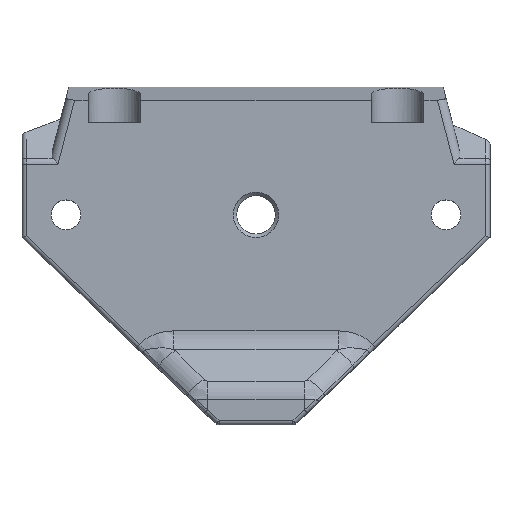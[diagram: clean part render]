
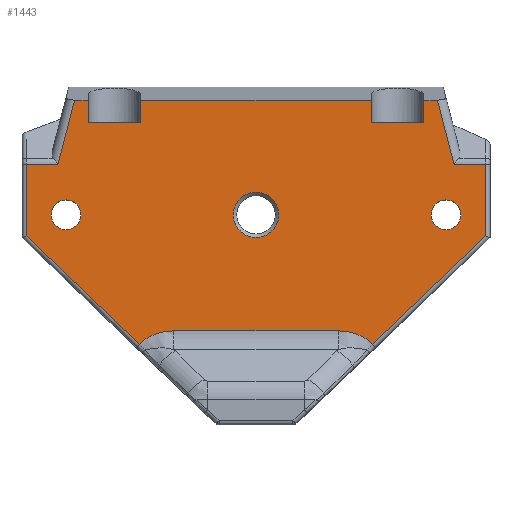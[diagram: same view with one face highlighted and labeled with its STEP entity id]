
A CAD part, top view. The second image highlights one B-rep face of the part: STEP entity #1443.
In plain terms, the highlighted planar face has unit normal (0, 0, 1).
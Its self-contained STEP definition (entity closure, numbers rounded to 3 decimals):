
#98=B_SPLINE_CURVE_WITH_KNOTS('',3,(#2150,#2151,#2152,#2153,#2154),
 .UNSPECIFIED.,.F.,.F.,(4,1,4),(0.042,0.044,0.047),
 .UNSPECIFIED.);
#99=B_SPLINE_CURVE_WITH_KNOTS('',3,(#2158,#2159,#2160,#2161,#2162),
 .UNSPECIFIED.,.F.,.F.,(4,1,4),(0.042,0.044,0.047),
 .UNSPECIFIED.);
#118=LINE('',#2125,#238);
#119=LINE('',#2128,#239);
#120=LINE('',#2130,#240);
#121=LINE('',#2132,#241);
#122=LINE('',#2134,#242);
#123=LINE('',#2136,#243);
#124=LINE('',#2138,#244);
#125=LINE('',#2140,#245);
#126=LINE('',#2142,#246);
#127=LINE('',#2144,#247);
#128=LINE('',#2146,#248);
#129=LINE('',#2148,#249);
#130=LINE('',#2156,#250);
#131=LINE('',#2164,#251);
#132=LINE('',#2166,#252);
#133=LINE('',#2168,#253);
#134=LINE('',#2170,#254);
#135=LINE('',#2172,#255);
#238=VECTOR('',#1705,1000.);
#239=VECTOR('',#1706,1000.);
#240=VECTOR('',#1707,1000.);
#241=VECTOR('',#1708,1000.);
#242=VECTOR('',#1709,1000.);
#243=VECTOR('',#1710,1000.);
#244=VECTOR('',#1711,1000.);
#245=VECTOR('',#1712,1000.);
#246=VECTOR('',#1713,1000.);
#247=VECTOR('',#1714,1000.);
#248=VECTOR('',#1715,1000.);
#249=VECTOR('',#1716,1000.);
#250=VECTOR('',#1717,1000.);
#251=VECTOR('',#1718,1000.);
#252=VECTOR('',#1719,1000.);
#253=VECTOR('',#1720,1000.);
#254=VECTOR('',#1721,1000.);
#255=VECTOR('',#1722,1000.);
#358=ORIENTED_EDGE('',*,*,#794,.F.);
#359=ORIENTED_EDGE('',*,*,#795,.T.);
#360=ORIENTED_EDGE('',*,*,#796,.T.);
#361=ORIENTED_EDGE('',*,*,#797,.F.);
#362=ORIENTED_EDGE('',*,*,#798,.F.);
#363=ORIENTED_EDGE('',*,*,#799,.T.);
#364=ORIENTED_EDGE('',*,*,#800,.T.);
#365=ORIENTED_EDGE('',*,*,#801,.F.);
#366=ORIENTED_EDGE('',*,*,#802,.F.);
#367=ORIENTED_EDGE('',*,*,#803,.T.);
#368=ORIENTED_EDGE('',*,*,#804,.T.);
#369=ORIENTED_EDGE('',*,*,#805,.T.);
#370=ORIENTED_EDGE('',*,*,#806,.T.);
#371=ORIENTED_EDGE('',*,*,#807,.F.);
#372=ORIENTED_EDGE('',*,*,#808,.F.);
#373=ORIENTED_EDGE('',*,*,#809,.F.);
#374=ORIENTED_EDGE('',*,*,#810,.F.);
#375=ORIENTED_EDGE('',*,*,#811,.T.);
#376=ORIENTED_EDGE('',*,*,#812,.T.);
#377=ORIENTED_EDGE('',*,*,#813,.T.);
#378=ORIENTED_EDGE('',*,*,#814,.F.);
#379=ORIENTED_EDGE('',*,*,#815,.F.);
#380=ORIENTED_EDGE('',*,*,#816,.T.);
#794=EDGE_CURVE('',#1012,#1012,#1152,.T.);
#795=EDGE_CURVE('',#1013,#1013,#1153,.T.);
#796=EDGE_CURVE('',#1014,#1014,#1154,.T.);
#797=EDGE_CURVE('',#1015,#1016,#118,.T.);
#798=EDGE_CURVE('',#1017,#1015,#119,.T.);
#799=EDGE_CURVE('',#1017,#1018,#120,.T.);
#800=EDGE_CURVE('',#1018,#1019,#121,.T.);
#801=EDGE_CURVE('',#1020,#1019,#122,.T.);
#802=EDGE_CURVE('',#1021,#1020,#123,.T.);
#803=EDGE_CURVE('',#1021,#1022,#124,.T.);
#804=EDGE_CURVE('',#1022,#1023,#125,.T.);
#805=EDGE_CURVE('',#1023,#1024,#126,.F.);
#806=EDGE_CURVE('',#1024,#1025,#127,.F.);
#807=EDGE_CURVE('',#1026,#1025,#128,.T.);
#808=EDGE_CURVE('',#1027,#1026,#129,.F.);
#809=EDGE_CURVE('',#1028,#1027,#98,.T.);
#810=EDGE_CURVE('',#1029,#1028,#130,.F.);
#811=EDGE_CURVE('',#1029,#1030,#99,.T.);
#812=EDGE_CURVE('',#1030,#1031,#131,.F.);
#813=EDGE_CURVE('',#1031,#1032,#132,.T.);
#814=EDGE_CURVE('',#1033,#1032,#133,.F.);
#815=EDGE_CURVE('',#1034,#1033,#134,.F.);
#816=EDGE_CURVE('',#1034,#1016,#135,.T.);
#1012=VERTEX_POINT('',#2120);
#1013=VERTEX_POINT('',#2122);
#1014=VERTEX_POINT('',#2124);
#1015=VERTEX_POINT('',#2126);
#1016=VERTEX_POINT('',#2127);
#1017=VERTEX_POINT('',#2129);
#1018=VERTEX_POINT('',#2131);
#1019=VERTEX_POINT('',#2133);
#1020=VERTEX_POINT('',#2135);
#1021=VERTEX_POINT('',#2137);
#1022=VERTEX_POINT('',#2139);
#1023=VERTEX_POINT('',#2141);
#1024=VERTEX_POINT('',#2143);
#1025=VERTEX_POINT('',#2145);
#1026=VERTEX_POINT('',#2147);
#1027=VERTEX_POINT('',#2149);
#1028=VERTEX_POINT('',#2155);
#1029=VERTEX_POINT('',#2157);
#1030=VERTEX_POINT('',#2163);
#1031=VERTEX_POINT('',#2165);
#1032=VERTEX_POINT('',#2167);
#1033=VERTEX_POINT('',#2169);
#1034=VERTEX_POINT('',#2171);
#1152=CIRCLE('',#1546,1.7);
#1153=CIRCLE('',#1547,1.7);
#1154=CIRCLE('',#1548,2.6);
#1200=EDGE_LOOP('',(#358));
#1201=EDGE_LOOP('',(#359));
#1202=EDGE_LOOP('',(#360));
#1203=EDGE_LOOP('',(#361,#362,#363,#364,#365,#366,#367,#368,#369,#370,#371,
#372,#373,#374,#375,#376,#377,#378,#379,#380));
#1304=FACE_BOUND('',#1200,.T.);
#1305=FACE_BOUND('',#1201,.T.);
#1306=FACE_BOUND('',#1202,.T.);
#1307=FACE_BOUND('',#1203,.T.);
#1408=PLANE('',#1545);
#1443=ADVANCED_FACE('',(#1304,#1305,#1306,#1307),#1408,.F.);
#1545=AXIS2_PLACEMENT_3D('',#2118,#1697,#1698);
#1546=AXIS2_PLACEMENT_3D('',#2119,#1699,#1700);
#1547=AXIS2_PLACEMENT_3D('',#2121,#1701,#1702);
#1548=AXIS2_PLACEMENT_3D('',#2123,#1703,#1704);
#1697=DIRECTION('',(0.,0.,-1.));
#1698=DIRECTION('',(-1.,0.,0.));
#1699=DIRECTION('',(0.,0.,1.));
#1700=DIRECTION('',(0.,-1.,0.));
#1701=DIRECTION('',(0.,0.,-1.));
#1702=DIRECTION('',(0.,-1.,0.));
#1703=DIRECTION('',(0.,0.,-1.));
#1704=DIRECTION('',(0.,-1.,0.));
#1705=DIRECTION('',(0.,1.,0.));
#1706=DIRECTION('',(1.,0.,0.));
#1707=DIRECTION('',(0.,1.,0.));
#1708=DIRECTION('',(-1.,0.,0.));
#1709=DIRECTION('',(0.,1.,0.));
#1710=DIRECTION('',(1.,0.,0.));
#1711=DIRECTION('',(0.,1.,0.));
#1712=DIRECTION('',(-1.,0.,0.));
#1713=DIRECTION('',(0.25,0.968,0.));
#1714=DIRECTION('',(1.,0.,0.));
#1715=DIRECTION('',(0.,1.,0.));
#1716=DIRECTION('',(0.722,-0.692,0.));
#1717=DIRECTION('',(1.,0.,0.));
#1718=DIRECTION('',(-0.722,-0.692,0.));
#1719=DIRECTION('',(0.,1.,0.));
#1720=DIRECTION('',(-1.,0.,0.));
#1721=DIRECTION('',(-0.25,0.968,0.));
#1722=DIRECTION('',(-1.,0.,0.));
#2118=CARTESIAN_POINT('',(0.052,-10.821,5.2));
#2119=CARTESIAN_POINT('',(-21.75,0.003,5.2));
#2120=CARTESIAN_POINT('',(-21.75,-1.697,5.2));
#2121=CARTESIAN_POINT('',(21.75,0.003,5.2));
#2122=CARTESIAN_POINT('',(21.75,-1.697,5.2));
#2123=CARTESIAN_POINT('',(0.,0.,5.2));
#2124=CARTESIAN_POINT('',(0.,-2.6,5.2));
#2125=CARTESIAN_POINT('',(19.2,9.922,5.2));
#2126=CARTESIAN_POINT('',(19.2,10.55,5.2));
#2127=CARTESIAN_POINT('',(19.2,13.144,5.2));
#2128=CARTESIAN_POINT('',(0.052,10.55,5.2));
#2129=CARTESIAN_POINT('',(13.2,10.55,5.2));
#2130=CARTESIAN_POINT('',(13.2,9.922,5.2));
#2131=CARTESIAN_POINT('',(13.2,13.144,5.2));
#2132=CARTESIAN_POINT('',(134.803,13.144,5.2));
#2133=CARTESIAN_POINT('',(-13.2,13.144,5.2));
#2134=CARTESIAN_POINT('',(-13.2,9.922,5.2));
#2135=CARTESIAN_POINT('',(-13.2,10.55,5.2));
#2136=CARTESIAN_POINT('',(0.052,10.55,5.2));
#2137=CARTESIAN_POINT('',(-19.2,10.55,5.2));
#2138=CARTESIAN_POINT('',(-19.2,9.922,5.2));
#2139=CARTESIAN_POINT('',(-19.2,13.144,5.2));
#2140=CARTESIAN_POINT('',(134.803,13.144,5.2));
#2141=CARTESIAN_POINT('',(-20.776,13.144,5.2));
#2142=CARTESIAN_POINT('',(-22.593,6.118,5.2));
#2143=CARTESIAN_POINT('',(-22.682,5.774,5.2));
#2144=CARTESIAN_POINT('',(-26.633,5.774,5.2));
#2145=CARTESIAN_POINT('',(-26.293,5.774,5.2));
#2146=CARTESIAN_POINT('',(-26.293,5.774,5.2));
#2147=CARTESIAN_POINT('',(-26.293,-2.419,5.2));
#2148=CARTESIAN_POINT('',(-26.447,-2.271,5.2));
#2149=CARTESIAN_POINT('',(-13.335,-14.839,5.2));
#2150=CARTESIAN_POINT('',(-9.407,-13.286,5.2));
#2151=CARTESIAN_POINT('',(-10.13,-13.286,5.2));
#2152=CARTESIAN_POINT('',(-11.579,-13.521,5.2));
#2153=CARTESIAN_POINT('',(-12.85,-14.293,5.2));
#2154=CARTESIAN_POINT('',(-13.335,-14.839,5.2));
#2155=CARTESIAN_POINT('',(-9.407,-13.286,5.2));
#2156=CARTESIAN_POINT('',(0.052,-13.286,5.2));
#2157=CARTESIAN_POINT('',(9.407,-13.286,5.2));
#2158=CARTESIAN_POINT('',(9.407,-13.286,5.2));
#2159=CARTESIAN_POINT('',(10.13,-13.286,5.2));
#2160=CARTESIAN_POINT('',(11.579,-13.521,5.2));
#2161=CARTESIAN_POINT('',(12.85,-14.293,5.2));
#2162=CARTESIAN_POINT('',(13.335,-14.839,5.2));
#2163=CARTESIAN_POINT('',(13.335,-14.839,5.2));
#2164=CARTESIAN_POINT('',(26.447,-2.271,5.2));
#2165=CARTESIAN_POINT('',(26.293,-2.419,5.2));
#2166=CARTESIAN_POINT('',(26.293,5.774,5.2));
#2167=CARTESIAN_POINT('',(26.293,5.774,5.2));
#2168=CARTESIAN_POINT('',(26.633,5.774,5.2));
#2169=CARTESIAN_POINT('',(22.682,5.774,5.2));
#2170=CARTESIAN_POINT('',(22.593,6.118,5.2));
#2171=CARTESIAN_POINT('',(20.776,13.144,5.2));
#2172=CARTESIAN_POINT('',(134.803,13.144,5.2));
